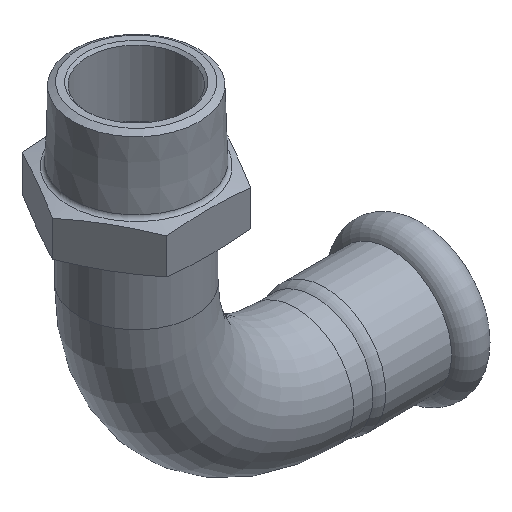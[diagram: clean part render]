
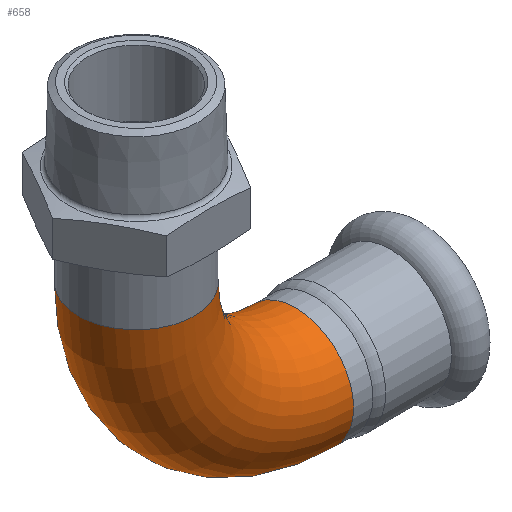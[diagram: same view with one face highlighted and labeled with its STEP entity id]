
A CAD part, isometric view. The second image highlights one B-rep face of the part: STEP entity #658.
In plain terms, the highlighted toroidal (fillet/blend) face has major radius 33 mm and minor radius 12 mm.
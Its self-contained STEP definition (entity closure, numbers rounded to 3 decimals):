
#121=FACE_OUTER_BOUND('',#156,.T.);
#156=EDGE_LOOP('',(#555,#556,#557,#558,#559,#560,#561));
#208=CIRCLE('',#753,12.);
#209=CIRCLE('',#754,12.);
#214=CIRCLE('',#761,21.);
#215=CIRCLE('',#762,12.);
#216=CIRCLE('',#763,12.);
#217=CIRCLE('',#764,12.);
#287=VERTEX_POINT('',#1193);
#288=VERTEX_POINT('',#1195);
#292=VERTEX_POINT('',#1207);
#293=VERTEX_POINT('',#1209);
#294=VERTEX_POINT('',#1211);
#382=EDGE_CURVE('',#287,#288,#208,.T.);
#383=EDGE_CURVE('',#288,#287,#209,.T.);
#388=EDGE_CURVE('',#287,#292,#214,.T.);
#389=EDGE_CURVE('',#293,#292,#215,.T.);
#390=EDGE_CURVE('',#294,#293,#216,.T.);
#391=EDGE_CURVE('',#292,#294,#217,.T.);
#555=ORIENTED_EDGE('',*,*,#383,.F.);
#556=ORIENTED_EDGE('',*,*,#382,.F.);
#557=ORIENTED_EDGE('',*,*,#388,.T.);
#558=ORIENTED_EDGE('',*,*,#389,.F.);
#559=ORIENTED_EDGE('',*,*,#390,.F.);
#560=ORIENTED_EDGE('',*,*,#391,.F.);
#561=ORIENTED_EDGE('',*,*,#388,.F.);
#630=TOROIDAL_SURFACE('',#760,33.,12.);
#658=ADVANCED_FACE('',(#121),#630,.T.);
#753=AXIS2_PLACEMENT_3D('',#1196,#942,#943);
#754=AXIS2_PLACEMENT_3D('',#1197,#944,#945);
#760=AXIS2_PLACEMENT_3D('',#1206,#956,#957);
#761=AXIS2_PLACEMENT_3D('',#1208,#958,#959);
#762=AXIS2_PLACEMENT_3D('',#1210,#960,#961);
#763=AXIS2_PLACEMENT_3D('',#1212,#962,#963);
#764=AXIS2_PLACEMENT_3D('',#1213,#964,#965);
#942=DIRECTION('center_axis',(0.,0.,1.));
#943=DIRECTION('ref_axis',(0.,-1.,0.));
#944=DIRECTION('center_axis',(0.,0.,1.));
#945=DIRECTION('ref_axis',(0.,-1.,0.));
#956=DIRECTION('center_axis',(0.,1.,0.));
#957=DIRECTION('ref_axis',(0.,0.,1.));
#958=DIRECTION('center_axis',(0.,-1.,0.));
#959=DIRECTION('ref_axis',(0.,0.,1.));
#960=DIRECTION('center_axis',(1.,0.,0.));
#961=DIRECTION('ref_axis',(0.,1.,0.));
#962=DIRECTION('center_axis',(1.,0.,0.));
#963=DIRECTION('ref_axis',(0.,1.,0.));
#964=DIRECTION('center_axis',(1.,0.,0.));
#965=DIRECTION('ref_axis',(0.,1.,0.));
#1193=CARTESIAN_POINT('',(-48.,0.,33.));
#1195=CARTESIAN_POINT('',(-60.,-12.,33.));
#1196=CARTESIAN_POINT('Origin',(-60.,0.,33.));
#1197=CARTESIAN_POINT('Origin',(-60.,0.,33.));
#1206=CARTESIAN_POINT('Origin',(-27.,0.,33.));
#1207=CARTESIAN_POINT('',(-27.,0.,12.));
#1208=CARTESIAN_POINT('Origin',(-27.,0.,33.));
#1209=CARTESIAN_POINT('',(-27.,12.,0.));
#1210=CARTESIAN_POINT('Origin',(-27.,0.,0.));
#1211=CARTESIAN_POINT('',(-27.,-12.,0.));
#1212=CARTESIAN_POINT('Origin',(-27.,0.,0.));
#1213=CARTESIAN_POINT('Origin',(-27.,0.,0.));
